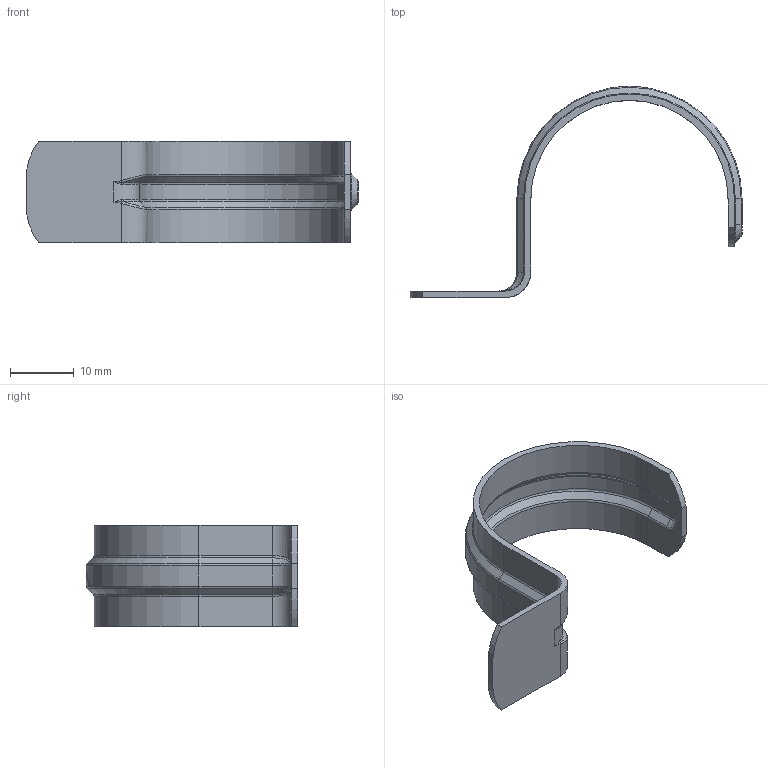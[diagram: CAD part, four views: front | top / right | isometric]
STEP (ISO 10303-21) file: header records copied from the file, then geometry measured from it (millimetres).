
FILE_DESCRIPTION(/* description */ (''),/* implementation_level */ '2;1');
FILE_NAME(/* name */ '',/* time_stamp */ '2025-06-23T16:17:27+07:00',/* author */ ('zeta-72'),/* organization */ (''),/* preprocessor_version */ 'ST-DEVELOPER v19.2',/* originating_system */ 'Autodesk Inventor 2024',/* authorisation */ '');
FILE_SCHEMA (('AUTOMOTIVE_DESIGN { 1 0 10303 214 3 1 1 }'));
Length unit declared in the file: millimetre
Products named in the file (1): -08
Bounding box: 52.2 x 33.2 x 16 mm (x, y, z)
Volume: 1499.7 mm3; surface area: 3197.4 mm2
Topology: 1 solids, 1 shells, 187 faces, 474 edges, 290 vertices
Faces by surface type: bspline 64, plane 60, cylinder 37, torus 16, cone 10
Entity records: 7513 total; most frequent: CARTESIAN_POINT 3347, ORIENTED_EDGE 940, DIRECTION 718, EDGE_CURVE 470, VERTEX_POINT 290, AXIS2_PLACEMENT_3D 250, LINE 218, VECTOR 218
